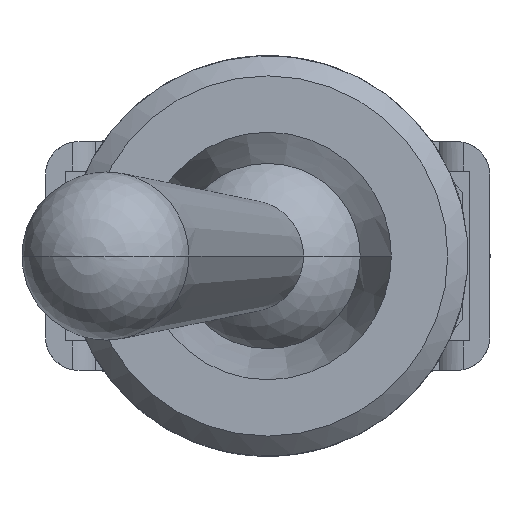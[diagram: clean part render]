
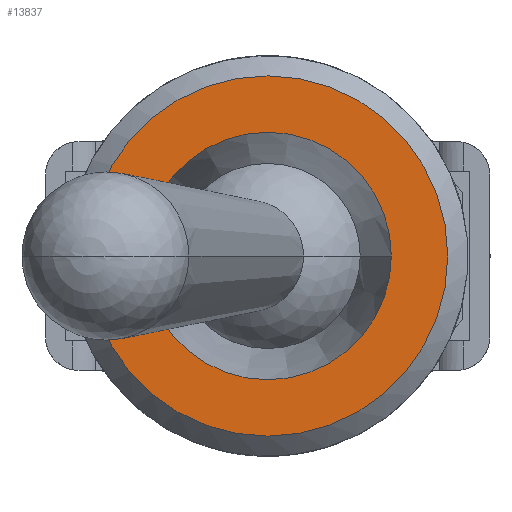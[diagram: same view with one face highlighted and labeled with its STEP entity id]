
A CAD part, front view. The second image highlights one B-rep face of the part: STEP entity #13837.
In plain terms, the highlighted planar face has unit normal (0, -1, 0).
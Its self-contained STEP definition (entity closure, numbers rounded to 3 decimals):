
#5049=DIRECTION('',(0.,0.,1.));
#5050=VECTOR('',#5049,1.9);
#5051=CARTESIAN_POINT('',(-5.05,-11.9,-0.95));
#5052=LINE('',#5051,#5050);
#5053=DIRECTION('',(-1.,0.,0.));
#5054=VECTOR('',#5053,0.215);
#5055=CARTESIAN_POINT('',(-5.05,-11.9,0.95));
#5056=LINE('',#5055,#5054);
#5057=DIRECTION('',(-1.,0.,0.));
#5058=VECTOR('',#5057,0.215);
#5059=CARTESIAN_POINT('',(-5.05,-11.9,-0.95));
#5060=LINE('',#5059,#5058);
#5061=CARTESIAN_POINT('',(0.,-11.9,0.));
#5062=DIRECTION('',(0.,1.,0.));
#5063=DIRECTION('',(1.,0.,0.));
#5064=AXIS2_PLACEMENT_3D('',#5061,#5062,#5063);
#5066=CARTESIAN_POINT('',(0.,-11.9,0.));
#5067=DIRECTION('',(0.,-1.,0.));
#5068=DIRECTION('',(1.,0.,0.));
#5069=AXIS2_PLACEMENT_3D('',#5066,#5067,#5068);
#5083=CARTESIAN_POINT('',(0.,-11.9,0.));
#5084=DIRECTION('',(0.,-1.,0.));
#5085=DIRECTION('',(-0.984,0.,-0.178));
#5086=AXIS2_PLACEMENT_3D('',#5083,#5084,#5085);
#7360=CARTESIAN_POINT('',(3.675,-11.9,0.));
#7361=VERTEX_POINT('',#7360);
#7374=CARTESIAN_POINT('',(-3.675,-11.9,0.));
#7375=VERTEX_POINT('',#7374);
#7392=CARTESIAN_POINT('',(-5.05,-11.9,-0.95));
#7393=CARTESIAN_POINT('',(-5.05,-11.9,0.95));
#7394=VERTEX_POINT('',#7392);
#7395=VERTEX_POINT('',#7393);
#7396=CARTESIAN_POINT('',(-5.265,-11.9,-0.95));
#7397=VERTEX_POINT('',#7396);
#7398=CARTESIAN_POINT('',(-5.265,-11.9,0.95));
#7399=VERTEX_POINT('',#7398);
#13818=CARTESIAN_POINT('',(0.,-11.9,0.));
#13819=DIRECTION('',(0.,1.,0.));
#13820=DIRECTION('',(1.,0.,0.));
#13821=AXIS2_PLACEMENT_3D('',#13818,#13819,#13820);
#13822=PLANE('',#13821);
#13823=ORIENTED_EDGE('',*,*,#13811,.T.);
#13824=ORIENTED_EDGE('',*,*,#13783,.T.);
#13826=ORIENTED_EDGE('',*,*,#13825,.F.);
#13828=ORIENTED_EDGE('',*,*,#13827,.F.);
#13829=EDGE_LOOP('',(#13823,#13824,#13826,#13828));
#13830=FACE_OUTER_BOUND('',#13829,.F.);
#13832=ORIENTED_EDGE('',*,*,#13831,.F.);
#13834=ORIENTED_EDGE('',*,*,#13833,.T.);
#13835=EDGE_LOOP('',(#13832,#13834));
#13836=FACE_BOUND('',#13835,.F.);
#5065=CIRCLE('',#5064,3.675);
#5070=CIRCLE('',#5069,3.675);
#5087=CIRCLE('',#5086,5.35);
#13783=EDGE_CURVE('',#7395,#7399,#5056,.T.);
#13811=EDGE_CURVE('',#7394,#7395,#5052,.T.);
#13825=EDGE_CURVE('',#7397,#7399,#5087,.T.);
#13827=EDGE_CURVE('',#7394,#7397,#5060,.T.);
#13831=EDGE_CURVE('',#7361,#7375,#5065,.T.);
#13833=EDGE_CURVE('',#7361,#7375,#5070,.T.);
#13837=ADVANCED_FACE('',(#13830,#13836),#13822,.F.);
